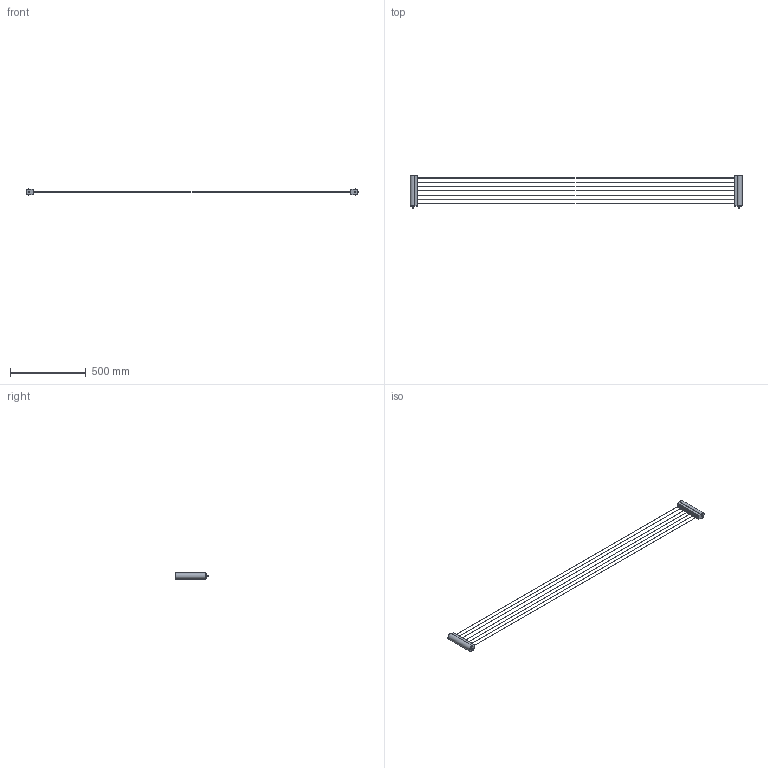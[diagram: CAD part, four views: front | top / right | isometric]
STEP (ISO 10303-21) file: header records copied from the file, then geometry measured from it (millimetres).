
FILE_DESCRIPTION(/* description */ (''),/* implementation_level */ '2;1');
FILE_NAME(/* name */ 'Light Curtain v3.step',/* time_stamp */ '2020-06-05T13:00:32+10:00',/* author */ (''),/* organization */ (''),/* preprocessor_version */ 'ST-DEVELOPER v18.1',/* originating_system */ 'Autodesk Translation Framework v9.3.0.1241',/* authorisation */ '');
FILE_SCHEMA (('AUTOMOTIVE_DESIGN { 1 0 10303 214 3 1 1 }'));
Length unit declared in the file: millimetre
Products named in the file (1): Light Curtain
Bounding box: 2190 x 215 x 39.99 mm (x, y, z)
Volume: 683879 mm3; surface area: 117606.6 mm2
Topology: 1 solids, 1 shells, 169 faces, 413 edges, 256 vertices
Faces by surface type: plane 86, cylinder 57, cone 22, bspline 4
Full cylindrical faces by diameter (mm): 1 x7, 6 x2, 6.446 x4, 7.866 x9, 12 x2
Entity records: 7581 total; most frequent: CARTESIAN_POINT 3702, ORIENTED_EDGE 826, DIRECTION 727, EDGE_CURVE 413, VERTEX_POINT 256, LINE 247, VECTOR 247, AXIS2_PLACEMENT_3D 240
